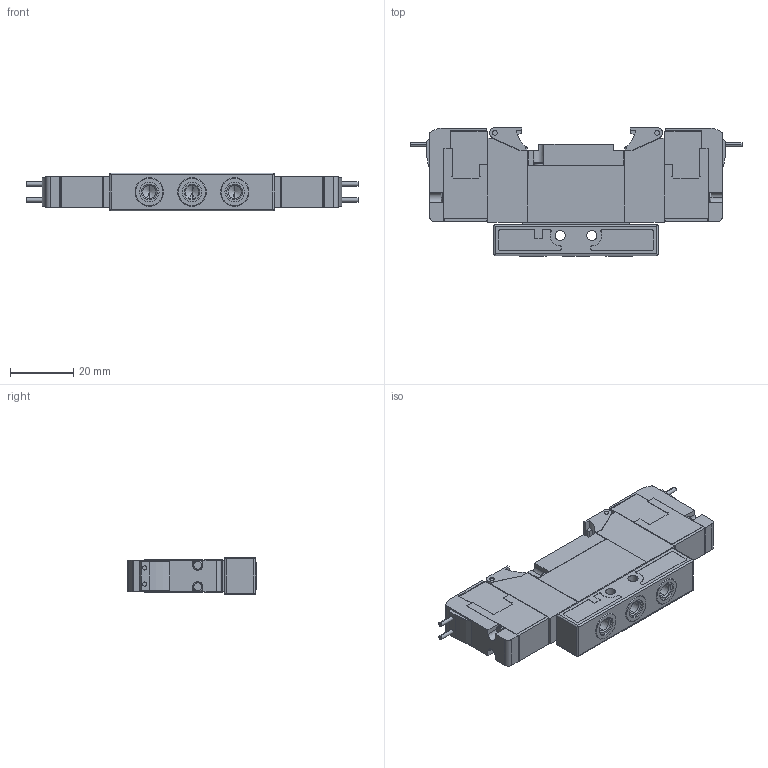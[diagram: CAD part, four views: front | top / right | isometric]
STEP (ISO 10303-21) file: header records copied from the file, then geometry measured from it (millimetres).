
FILE_DESCRIPTION (( 'STEP AP203' ), '1' );
FILE_NAME ('am-2343a CKD Double Solenoid Valve.STEP', '2025-03-25T12:31:09', ( '' ), ( '' ), 'SwSTEP 2.0', 'SolidWorks 2024', '' );
FILE_SCHEMA (( 'CONFIG_CONTROL_DESIGN' ));
Length unit declared in the file: inch
Products named in the file (1): am-2343a CKD Double Solenoid Valve
Bounding box: 104.9 x 40.56 x 12 mm (x, y, z)
Volume: 30970.5 mm3; surface area: 12493.5 mm2
Topology: 2 solids, 2 shells, 461 faces, 1219 edges, 787 vertices
Faces by surface type: plane 295, cylinder 128, cone 22, torus 16
Entity records: 14242 total; most frequent: CARTESIAN_POINT 2554, ORIENTED_EDGE 2426, DIRECTION 2419, EDGE_CURVE 1213, LINE 875, VECTOR 875, VERTEX_POINT 787, AXIS2_PLACEMENT_3D 772
